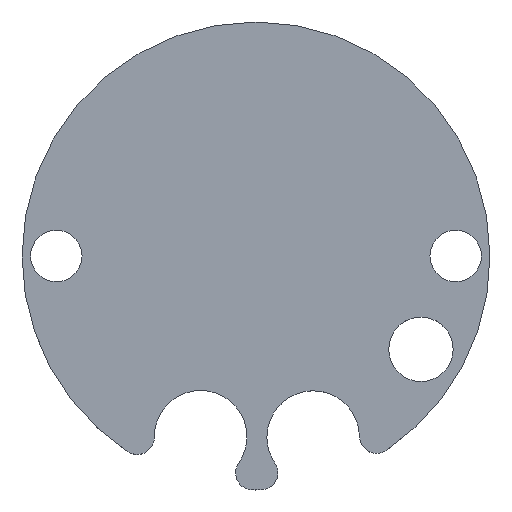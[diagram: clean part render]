
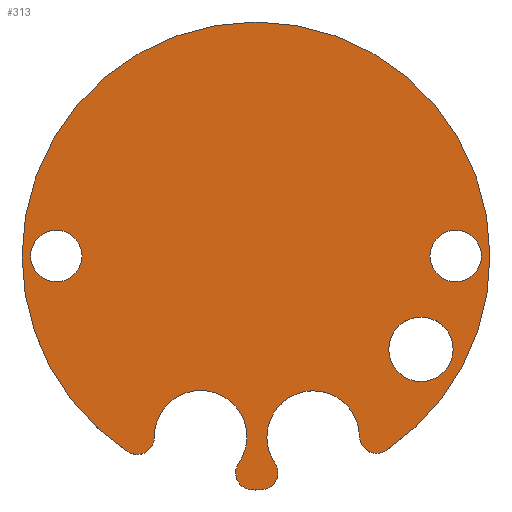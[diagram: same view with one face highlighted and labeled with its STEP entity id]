
A CAD part, top view. The second image highlights one B-rep face of the part: STEP entity #313.
In plain terms, the highlighted planar face has unit normal (0, 0, 1).
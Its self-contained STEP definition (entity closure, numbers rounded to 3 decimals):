
#42=CARTESIAN_POINT('Vertex',(17.336,0.,2.)) ;
#56=CARTESIAN_POINT('Vertex',(-17.336,0.,2.)) ;
#59=CARTESIAN_POINT('Axis2P3D Location',(0.,0.,2.)) ;
#76=CARTESIAN_POINT('Axis2P3D Location',(14.796,0.,2.)) ;
#80=CARTESIAN_POINT('Vertex',(12.891,0.,2.)) ;
#82=CARTESIAN_POINT('Vertex',(16.701,0.,2.)) ;
#111=CARTESIAN_POINT('Axis2P3D Location',(14.796,0.,2.)) ;
#133=CARTESIAN_POINT('Axis2P3D Location',(-14.796,0.,2.)) ;
#137=CARTESIAN_POINT('Vertex',(-16.701,0.,2.)) ;
#139=CARTESIAN_POINT('Vertex',(-12.891,0.,2.)) ;
#168=CARTESIAN_POINT('Axis2P3D Location',(-14.796,0.,2.)) ;
#185=CARTESIAN_POINT('Axis2P3D Location',(0.,0.,2.)) ;
#190=CARTESIAN_POINT('Axis2P3D Location',(0.,0.,2.)) ;
#194=CARTESIAN_POINT('Vertex',(9.64,-14.408,2.)) ;
#197=CARTESIAN_POINT('Axis2P3D Location',(0.,0.,2.)) ;
#201=CARTESIAN_POINT('Vertex',(-9.497,-14.503,2.)) ;
#204=CARTESIAN_POINT('Axis2P3D Location',(-8.801,-13.44,2.)) ;
#208=CARTESIAN_POINT('Vertex',(-7.531,-13.426,2.)) ;
#211=CARTESIAN_POINT('Axis2P3D Location',(-4.102,-13.389,2.)) ;
#215=CARTESIAN_POINT('Vertex',(-7.531,-13.389,2.)) ;
#218=CARTESIAN_POINT('Axis2P3D Location',(-4.102,-13.389,2.)) ;
#222=CARTESIAN_POINT('Vertex',(-0.673,-13.389,2.)) ;
#225=CARTESIAN_POINT('Axis2P3D Location',(-4.102,-13.389,2.)) ;
#229=CARTESIAN_POINT('Vertex',(-1.283,-15.341,2.)) ;
#232=CARTESIAN_POINT('Axis2P3D Location',(-0.239,-16.064,2.)) ;
#236=CARTESIAN_POINT('Vertex',(-0.258,-17.334,2.)) ;
#239=CARTESIAN_POINT('Axis2P3D Location',(0.,0.,2.)) ;
#243=CARTESIAN_POINT('Vertex',(0.38,-17.331,2.)) ;
#246=CARTESIAN_POINT('Axis2P3D Location',(0.352,-16.062,2.)) ;
#250=CARTESIAN_POINT('Vertex',(1.402,-15.347,2.)) ;
#253=CARTESIAN_POINT('Axis2P3D Location',(4.236,-13.416,2.)) ;
#257=CARTESIAN_POINT('Vertex',(0.807,-13.416,2.)) ;
#260=CARTESIAN_POINT('Axis2P3D Location',(4.236,-13.416,2.)) ;
#264=CARTESIAN_POINT('Vertex',(7.664,-13.37,2.)) ;
#267=CARTESIAN_POINT('Axis2P3D Location',(8.934,-13.352,2.)) ;
#295=CARTESIAN_POINT('Axis2P3D Location',(12.222,-6.916,2.)) ;
#299=CARTESIAN_POINT('Vertex',(14.606,-6.916,2.)) ;
#301=CARTESIAN_POINT('Vertex',(9.838,-6.916,2.)) ;
#304=CARTESIAN_POINT('Axis2P3D Location',(12.222,-6.916,2.)) ;
#60=DIRECTION('Axis2P3D Direction',(0.,0.,1.)) ;
#77=DIRECTION('Axis2P3D Direction',(0.,0.,1.)) ;
#112=DIRECTION('Axis2P3D Direction',(0.,0.,1.)) ;
#134=DIRECTION('Axis2P3D Direction',(0.,0.,1.)) ;
#169=DIRECTION('Axis2P3D Direction',(0.,0.,1.)) ;
#186=DIRECTION('Axis2P3D Direction',(0.,0.,1.)) ;
#187=DIRECTION('Axis2P3D XDirection',(1.,0.,0.)) ;
#191=DIRECTION('Axis2P3D Direction',(0.,0.,1.)) ;
#198=DIRECTION('Axis2P3D Direction',(0.,0.,1.)) ;
#205=DIRECTION('Axis2P3D Direction',(0.,0.,1.)) ;
#212=DIRECTION('Axis2P3D Direction',(0.,0.,1.)) ;
#219=DIRECTION('Axis2P3D Direction',(0.,0.,1.)) ;
#226=DIRECTION('Axis2P3D Direction',(0.,0.,1.)) ;
#233=DIRECTION('Axis2P3D Direction',(0.,0.,1.)) ;
#240=DIRECTION('Axis2P3D Direction',(0.,0.,1.)) ;
#247=DIRECTION('Axis2P3D Direction',(0.,0.,1.)) ;
#254=DIRECTION('Axis2P3D Direction',(0.,0.,1.)) ;
#261=DIRECTION('Axis2P3D Direction',(0.,0.,1.)) ;
#268=DIRECTION('Axis2P3D Direction',(0.,0.,1.)) ;
#296=DIRECTION('Axis2P3D Direction',(0.,0.,1.)) ;
#305=DIRECTION('Axis2P3D Direction',(0.,0.,1.)) ;
#61=AXIS2_PLACEMENT_3D('Circle Axis2P3D',#59,#60,$) ;
#78=AXIS2_PLACEMENT_3D('Circle Axis2P3D',#76,#77,$) ;
#113=AXIS2_PLACEMENT_3D('Circle Axis2P3D',#111,#112,$) ;
#135=AXIS2_PLACEMENT_3D('Circle Axis2P3D',#133,#134,$) ;
#170=AXIS2_PLACEMENT_3D('Circle Axis2P3D',#168,#169,$) ;
#188=AXIS2_PLACEMENT_3D('Plane Axis2P3D',#185,#186,#187) ;
#192=AXIS2_PLACEMENT_3D('Circle Axis2P3D',#190,#191,$) ;
#199=AXIS2_PLACEMENT_3D('Circle Axis2P3D',#197,#198,$) ;
#206=AXIS2_PLACEMENT_3D('Circle Axis2P3D',#204,#205,$) ;
#213=AXIS2_PLACEMENT_3D('Circle Axis2P3D',#211,#212,$) ;
#220=AXIS2_PLACEMENT_3D('Circle Axis2P3D',#218,#219,$) ;
#227=AXIS2_PLACEMENT_3D('Circle Axis2P3D',#225,#226,$) ;
#234=AXIS2_PLACEMENT_3D('Circle Axis2P3D',#232,#233,$) ;
#241=AXIS2_PLACEMENT_3D('Circle Axis2P3D',#239,#240,$) ;
#248=AXIS2_PLACEMENT_3D('Circle Axis2P3D',#246,#247,$) ;
#255=AXIS2_PLACEMENT_3D('Circle Axis2P3D',#253,#254,$) ;
#262=AXIS2_PLACEMENT_3D('Circle Axis2P3D',#260,#261,$) ;
#269=AXIS2_PLACEMENT_3D('Circle Axis2P3D',#267,#268,$) ;
#297=AXIS2_PLACEMENT_3D('Circle Axis2P3D',#295,#296,$) ;
#306=AXIS2_PLACEMENT_3D('Circle Axis2P3D',#304,#305,$) ;
#62=CIRCLE('generated circle',#61,17.336) ;
#79=CIRCLE('generated circle',#78,1.905) ;
#114=CIRCLE('generated circle',#113,1.905) ;
#136=CIRCLE('generated circle',#135,1.905) ;
#171=CIRCLE('generated circle',#170,1.905) ;
#193=CIRCLE('generated circle',#192,17.336) ;
#200=CIRCLE('generated circle',#199,17.336) ;
#207=CIRCLE('generated circle',#206,1.27) ;
#214=CIRCLE('generated circle',#213,3.429) ;
#221=CIRCLE('generated circle',#220,3.429) ;
#228=CIRCLE('generated circle',#227,3.429) ;
#235=CIRCLE('generated circle',#234,1.27) ;
#242=CIRCLE('generated circle',#241,17.336) ;
#249=CIRCLE('generated circle',#248,1.27) ;
#256=CIRCLE('generated circle',#255,3.429) ;
#263=CIRCLE('generated circle',#262,3.429) ;
#270=CIRCLE('generated circle',#269,1.27) ;
#298=CIRCLE('generated circle',#297,2.384) ;
#307=CIRCLE('generated circle',#306,2.384) ;
#189=PLANE('',#188) ;
#290=FACE_BOUND('',#287,.T.) ;
#294=FACE_BOUND('',#291,.T.) ;
#312=FACE_BOUND('',#309,.T.) ;
#63=EDGE_CURVE('',#43,#57,#62,.T.) ;
#84=EDGE_CURVE('',#81,#83,#79,.T.) ;
#115=EDGE_CURVE('',#83,#81,#114,.T.) ;
#141=EDGE_CURVE('',#138,#140,#136,.T.) ;
#172=EDGE_CURVE('',#140,#138,#171,.T.) ;
#196=EDGE_CURVE('',#195,#43,#193,.T.) ;
#203=EDGE_CURVE('',#57,#202,#200,.T.) ;
#210=EDGE_CURVE('',#209,#202,#207,.F.) ;
#217=EDGE_CURVE('',#209,#216,#214,.F.) ;
#224=EDGE_CURVE('',#216,#223,#221,.F.) ;
#231=EDGE_CURVE('',#223,#230,#228,.F.) ;
#238=EDGE_CURVE('',#237,#230,#235,.F.) ;
#245=EDGE_CURVE('',#237,#244,#242,.T.) ;
#252=EDGE_CURVE('',#251,#244,#249,.F.) ;
#259=EDGE_CURVE('',#251,#258,#256,.F.) ;
#266=EDGE_CURVE('',#258,#265,#263,.F.) ;
#271=EDGE_CURVE('',#195,#265,#270,.F.) ;
#303=EDGE_CURVE('',#300,#302,#298,.F.) ;
#308=EDGE_CURVE('',#302,#300,#307,.F.) ;
#273=ORIENTED_EDGE('',*,*,#196,.T.) ;
#274=ORIENTED_EDGE('',*,*,#63,.T.) ;
#275=ORIENTED_EDGE('',*,*,#203,.T.) ;
#276=ORIENTED_EDGE('',*,*,#210,.F.) ;
#277=ORIENTED_EDGE('',*,*,#217,.T.) ;
#278=ORIENTED_EDGE('',*,*,#224,.T.) ;
#279=ORIENTED_EDGE('',*,*,#231,.T.) ;
#280=ORIENTED_EDGE('',*,*,#238,.F.) ;
#281=ORIENTED_EDGE('',*,*,#245,.T.) ;
#282=ORIENTED_EDGE('',*,*,#252,.F.) ;
#283=ORIENTED_EDGE('',*,*,#259,.T.) ;
#284=ORIENTED_EDGE('',*,*,#266,.T.) ;
#285=ORIENTED_EDGE('',*,*,#271,.F.) ;
#288=ORIENTED_EDGE('',*,*,#84,.F.) ;
#289=ORIENTED_EDGE('',*,*,#115,.F.) ;
#292=ORIENTED_EDGE('',*,*,#141,.F.) ;
#293=ORIENTED_EDGE('',*,*,#172,.F.) ;
#310=ORIENTED_EDGE('',*,*,#303,.T.) ;
#311=ORIENTED_EDGE('',*,*,#308,.T.) ;
#272=EDGE_LOOP('',(#273,#274,#275,#276,#277,#278,#279,#280,#281,#282,#283,#284,#285)) ;
#287=EDGE_LOOP('',(#288,#289)) ;
#291=EDGE_LOOP('',(#292,#293)) ;
#309=EDGE_LOOP('',(#310,#311)) ;
#43=VERTEX_POINT('',#42) ;
#57=VERTEX_POINT('',#56) ;
#81=VERTEX_POINT('',#80) ;
#83=VERTEX_POINT('',#82) ;
#138=VERTEX_POINT('',#137) ;
#140=VERTEX_POINT('',#139) ;
#195=VERTEX_POINT('',#194) ;
#202=VERTEX_POINT('',#201) ;
#209=VERTEX_POINT('',#208) ;
#216=VERTEX_POINT('',#215) ;
#223=VERTEX_POINT('',#222) ;
#230=VERTEX_POINT('',#229) ;
#237=VERTEX_POINT('',#236) ;
#244=VERTEX_POINT('',#243) ;
#251=VERTEX_POINT('',#250) ;
#258=VERTEX_POINT('',#257) ;
#265=VERTEX_POINT('',#264) ;
#300=VERTEX_POINT('',#299) ;
#302=VERTEX_POINT('',#301) ;
#313=ADVANCED_FACE('PartBody',(#286,#290,#294,#312),#189,.T.) ;
#286=FACE_OUTER_BOUND('',#272,.T.) ;
